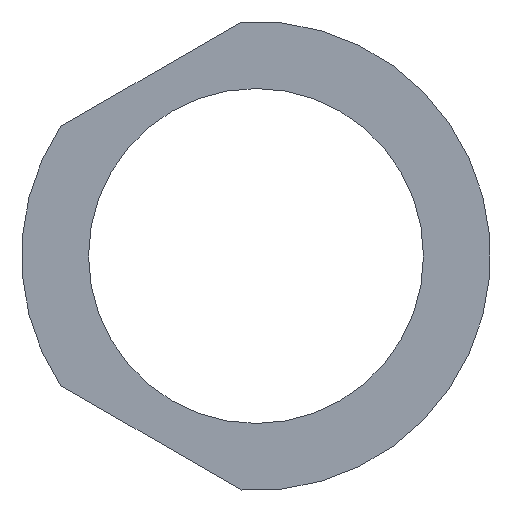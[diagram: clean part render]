
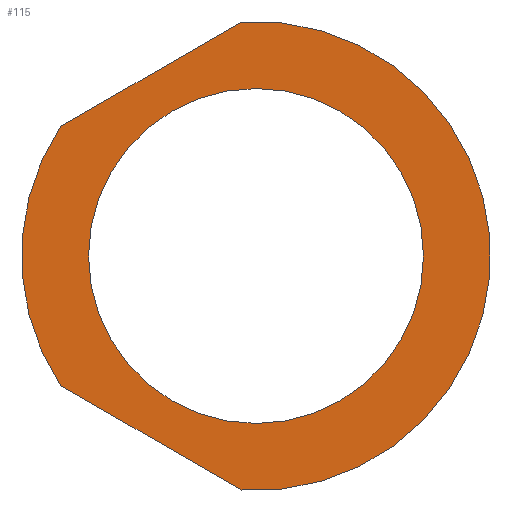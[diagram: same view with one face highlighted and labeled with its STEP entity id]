
A CAD part, left-side view. The second image highlights one B-rep face of the part: STEP entity #115.
In plain terms, the highlighted planar face has unit normal (-1, 0, 0).
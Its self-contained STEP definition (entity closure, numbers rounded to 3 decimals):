
#46=FACE_BOUND('',#164,.T.);
#47=FACE_BOUND('',#165,.T.);
#75=LINE('',#638,#95);
#76=LINE('',#643,#96);
#95=VECTOR('',#510,1.);
#96=VECTOR('',#513,1.);
#115=ADVANCED_FACE('',(#46,#47),#136,.F.);
#136=PLANE('',#436);
#164=EDGE_LOOP('',(#206));
#165=EDGE_LOOP('',(#207,#208,#209,#210));
#206=ORIENTED_EDGE('',*,*,#348,.F.);
#207=ORIENTED_EDGE('',*,*,#349,.F.);
#208=ORIENTED_EDGE('',*,*,#350,.T.);
#209=ORIENTED_EDGE('',*,*,#351,.F.);
#210=ORIENTED_EDGE('',*,*,#352,.T.);
#310=VERTEX_POINT('',#637);
#311=VERTEX_POINT('',#639);
#312=VERTEX_POINT('',#640);
#313=VERTEX_POINT('',#642);
#314=VERTEX_POINT('',#644);
#348=EDGE_CURVE('',#310,#310,#397,.T.);
#349=EDGE_CURVE('',#311,#312,#75,.T.);
#350=EDGE_CURVE('',#311,#313,#398,.T.);
#351=EDGE_CURVE('',#314,#313,#76,.T.);
#352=EDGE_CURVE('',#314,#312,#399,.T.);
#397=CIRCLE('',#433,7.5);
#398=CIRCLE('',#434,10.5);
#399=CIRCLE('',#435,10.5);
#433=AXIS2_PLACEMENT_3D('',#636,#508,#509);
#434=AXIS2_PLACEMENT_3D('',#641,#511,#512);
#435=AXIS2_PLACEMENT_3D('',#645,#514,#515);
#436=AXIS2_PLACEMENT_3D('',#646,#516,#517);
#508=DIRECTION('',(-1.,0.,0.));
#509=DIRECTION('',(0.,0.,-1.));
#510=DIRECTION('',(0.,-0.866,0.5));
#511=DIRECTION('',(-1.,0.,0.));
#512=DIRECTION('',(0.,0.,-1.));
#513=DIRECTION('',(0.,0.866,0.5));
#514=DIRECTION('',(-1.,0.,0.));
#515=DIRECTION('',(0.,0.,-1.));
#516=DIRECTION('',(1.,0.,0.));
#517=DIRECTION('',(0.,-1.,0.));
#636=CARTESIAN_POINT('',(-46.02,233.,0.));
#637=CARTESIAN_POINT('',(-46.02,233.,-7.5));
#638=CARTESIAN_POINT('',(-46.02,276.34,-14.168));
#639=CARTESIAN_POINT('',(-46.02,241.751,5.802));
#640=CARTESIAN_POINT('',(-46.02,233.649,10.48));
#641=CARTESIAN_POINT('',(-46.02,233.,0.));
#642=CARTESIAN_POINT('',(-46.02,241.751,-5.802));
#643=CARTESIAN_POINT('',(-46.02,191.185,-34.996));
#644=CARTESIAN_POINT('',(-46.02,233.649,-10.48));
#645=CARTESIAN_POINT('',(-46.02,233.,0.));
#646=CARTESIAN_POINT('',(-46.02,134.671,5.25));
